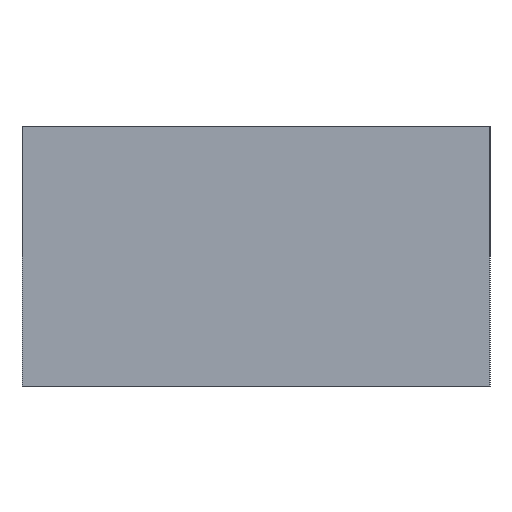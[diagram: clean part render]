
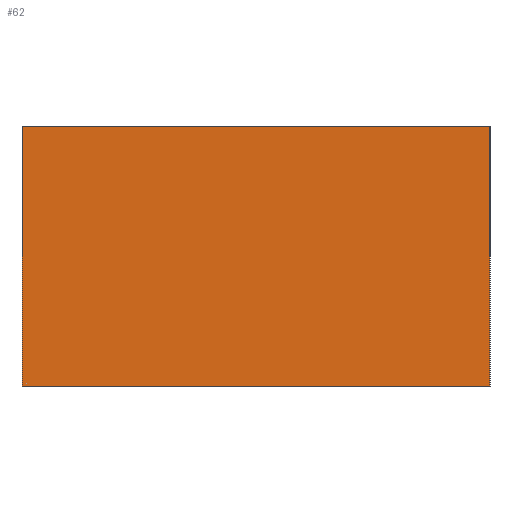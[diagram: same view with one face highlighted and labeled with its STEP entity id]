
A CAD part, left-side view. The second image highlights one B-rep face of the part: STEP entity #62.
In plain terms, the highlighted planar face has unit normal (-1, 0, 0).
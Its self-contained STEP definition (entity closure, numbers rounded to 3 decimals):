
#62=ADVANCED_FACE('',(#125),#126,.F.);
#125=FACE_OUTER_BOUND('',#186,.T.);
#126=PLANE('',#187);
#186=EDGE_LOOP('',(#297,#298,#299,#300));
#187=AXIS2_PLACEMENT_3D('',#301,#302,#303);
#297=ORIENTED_EDGE('',*,*,#362,.T.);
#298=ORIENTED_EDGE('',*,*,#380,.F.);
#299=ORIENTED_EDGE('',*,*,#382,.F.);
#300=ORIENTED_EDGE('',*,*,#386,.F.);
#301=CARTESIAN_POINT('',(-17.5,7.0,10.0));
#302=DIRECTION('',(1.0,0.0,0.0));
#303=DIRECTION('',(0.0,0.0,-1.0));
#362=EDGE_CURVE('',#431,#429,#432,.T.);
#380=EDGE_CURVE('',#452,#429,#454,.T.);
#382=EDGE_CURVE('',#456,#452,#457,.T.);
#386=EDGE_CURVE('',#431,#456,#462,.T.);
#429=VERTEX_POINT('',#512);
#431=VERTEX_POINT('',#515);
#432=LINE('',#516,#517);
#452=VERTEX_POINT('',#541);
#454=LINE('',#544,#545);
#456=VERTEX_POINT('',#547);
#457=LINE('',#548,#549);
#462=LINE('',#556,#557);
#512=CARTESIAN_POINT('',(-17.5,25.0,0.0));
#515=CARTESIAN_POINT('',(-17.5,25.0,20.0));
#516=CARTESIAN_POINT('',(-17.5,25.0,10.0));
#517=VECTOR('',#599,1.0);
#541=CARTESIAN_POINT('',(-17.5,-11.0,0.0));
#544=CARTESIAN_POINT('',(-17.5,7.0,0.0));
#545=VECTOR('',#626,1.0);
#547=CARTESIAN_POINT('',(-17.5,-11.0,20.0));
#548=CARTESIAN_POINT('',(-17.5,-11.0,10.0));
#549=VECTOR('',#627,1.0);
#556=CARTESIAN_POINT('',(-17.5,7.0,20.0));
#557=VECTOR('',#630,1.0);
#599=DIRECTION('',(0.0,0.0,-1.0));
#626=DIRECTION('',(0.0,1.0,0.0));
#627=DIRECTION('',(0.0,0.0,-1.0));
#630=DIRECTION('',(0.0,-1.0,0.0));
